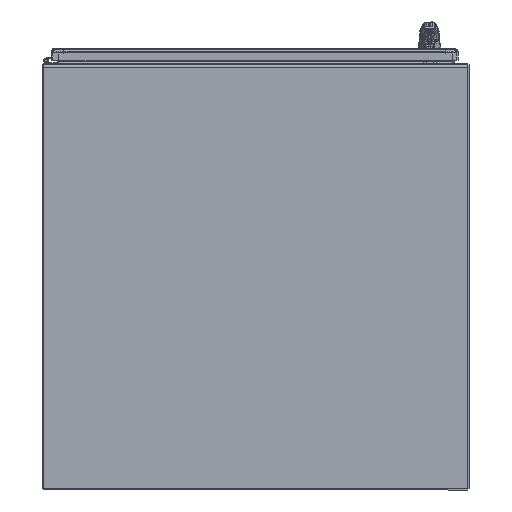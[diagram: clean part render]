
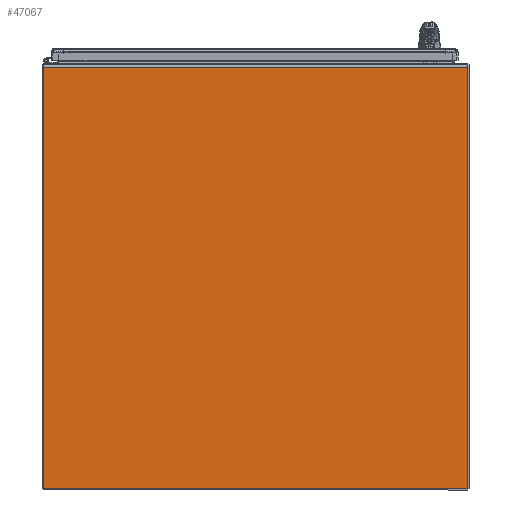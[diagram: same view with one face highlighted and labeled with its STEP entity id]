
A CAD part, front view. The second image highlights one B-rep face of the part: STEP entity #47067.
In plain terms, the highlighted face is planar.
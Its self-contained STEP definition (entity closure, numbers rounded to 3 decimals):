
#5852=FACE_OUTER_BOUND('',#8693,.T.);
#8693=EDGE_LOOP('',(#30920,#30921,#30922,#30923));
#11760=LINE('',#70501,#15448);
#11765=LINE('',#70517,#15453);
#11768=LINE('',#70523,#15456);
#11769=LINE('',#70524,#15457);
#15448=VECTOR('',#56362,0.394);
#15453=VECTOR('',#56383,0.394);
#15456=VECTOR('',#56388,0.394);
#15457=VECTOR('',#56389,0.394);
#19078=VERTEX_POINT('',#70498);
#19079=VERTEX_POINT('',#70500);
#19082=VERTEX_POINT('',#70516);
#19084=VERTEX_POINT('',#70522);
#23583=EDGE_CURVE('',#19079,#19078,#11760,.T.);
#23591=EDGE_CURVE('',#19082,#19079,#11765,.T.);
#23594=EDGE_CURVE('',#19078,#19084,#11768,.T.);
#23595=EDGE_CURVE('',#19084,#19082,#11769,.T.);
#30920=ORIENTED_EDGE('',*,*,#23583,.T.);
#30921=ORIENTED_EDGE('',*,*,#23594,.T.);
#30922=ORIENTED_EDGE('',*,*,#23595,.T.);
#30923=ORIENTED_EDGE('',*,*,#23591,.T.);
#44811=PLANE('',#50852);
#47067=ADVANCED_FACE('',(#5852),#44811,.F.);
#50852=AXIS2_PLACEMENT_3D('',#70521,#56386,#56387);
#56362=DIRECTION('',(-1.,0.,0.));
#56383=DIRECTION('',(0.,-1.,0.));
#56386=DIRECTION('center_axis',(0.,0.,1.));
#56387=DIRECTION('ref_axis',(1.,0.,0.));
#56388=DIRECTION('',(0.,1.,0.));
#56389=DIRECTION('',(1.,0.,0.));
#70498=CARTESIAN_POINT('',(0.,-35.667,0.));
#70500=CARTESIAN_POINT('',(35.917,-35.667,0.));
#70501=CARTESIAN_POINT('',(26.938,-35.667,0.));
#70516=CARTESIAN_POINT('',(35.917,0.,0.));
#70517=CARTESIAN_POINT('',(35.917,0.,0.));
#70521=CARTESIAN_POINT('Origin',(17.959,-18.011,0.));
#70522=CARTESIAN_POINT('',(0.,0.,0.));
#70523=CARTESIAN_POINT('',(0.,-36.021,0.));
#70524=CARTESIAN_POINT('',(0.,0.,0.));
